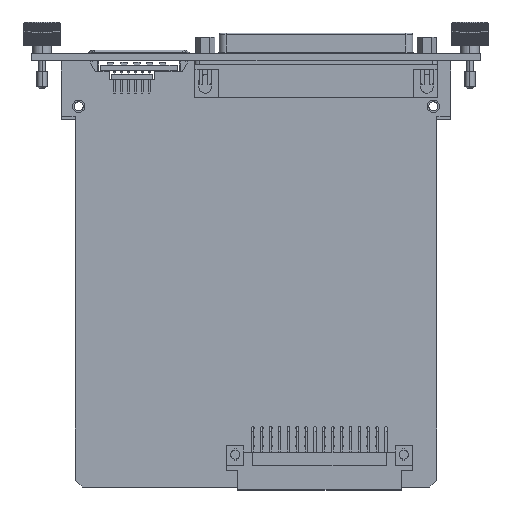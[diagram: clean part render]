
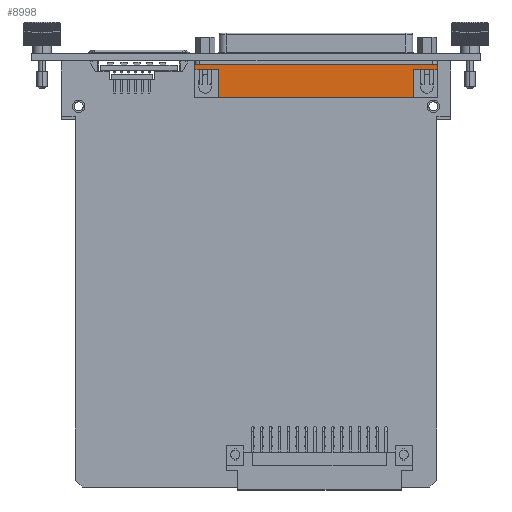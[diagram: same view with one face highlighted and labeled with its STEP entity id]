
A CAD part, top view. The second image highlights one B-rep face of the part: STEP entity #8998.
In plain terms, the highlighted face is planar.
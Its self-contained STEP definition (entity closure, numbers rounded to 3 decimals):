
#77 = VERTEX_POINT ( 'NONE', #20211 ) ;
#1499 = FACE_OUTER_BOUND ( 'NONE', #58165, .T. ) ;
#1727 = ORIENTED_EDGE ( 'NONE', *, *, #20529, .T. ) ;
#1855 = CARTESIAN_POINT ( 'NONE',  ( 27.86, 4.275, 82.402 ) ) ;
#2488 = ORIENTED_EDGE ( 'NONE', *, *, #55511, .F. ) ;
#4854 = LINE ( 'NONE', #26829, #31208 ) ;
#5089 = ORIENTED_EDGE ( 'NONE', *, *, #67361, .T. ) ;
#8369 = VERTEX_POINT ( 'NONE', #26880 ) ;
#8998 = ADVANCED_FACE ( 'NONE', ( #1499 ), #29694, .F. ) ;
#9050 = CARTESIAN_POINT ( 'NONE',  ( 27.86, 4.275, 82.402 ) ) ;
#9400 = EDGE_CURVE ( 'NONE', #77, #54965, #51592, .T. ) ;
#9705 = VECTOR ( 'NONE', #15601, 1000. ) ;
#10944 = CARTESIAN_POINT ( 'NONE',  ( -27.86, 4.275, 82.402 ) ) ;
#14906 = LINE ( 'NONE', #49660, #53394 ) ;
#15075 = CARTESIAN_POINT ( 'NONE',  ( 34.66, 4.275, 81.749 ) ) ;
#15601 = DIRECTION ( 'NONE',  ( 0., 0., -1. ) ) ;
#15833 = ORIENTED_EDGE ( 'NONE', *, *, #9400, .T. ) ;
#17318 = CARTESIAN_POINT ( 'NONE',  ( 34.66, 4.275, 7.9 ) ) ;
#18349 = VECTOR ( 'NONE', #29609, 1000. ) ;
#19908 = ORIENTED_EDGE ( 'NONE', *, *, #61191, .F. ) ;
#20211 = CARTESIAN_POINT ( 'NONE',  ( -34.66, 4.275, 9.4 ) ) ;
#20529 = EDGE_CURVE ( 'NONE', #54965, #50986, #26402, .T. ) ;
#21817 = DIRECTION ( 'NONE',  ( -1., 0., 0. ) ) ;
#25899 = LINE ( 'NONE', #9050, #9705 ) ;
#26402 = LINE ( 'NONE', #15075, #43515 ) ;
#26829 = CARTESIAN_POINT ( 'NONE',  ( -34.66, 4.275, 81.749 ) ) ;
#26880 = CARTESIAN_POINT ( 'NONE',  ( 27.86, 4.275, 7.9 ) ) ;
#27780 = VERTEX_POINT ( 'NONE', #50684 ) ;
#28330 = DIRECTION ( 'NONE',  ( -1., 0., 0. ) ) ;
#29250 = CARTESIAN_POINT ( 'NONE',  ( 34.66, 4.275, 9.4 ) ) ;
#29609 = DIRECTION ( 'NONE',  ( 1., 0., 0. ) ) ;
#29694 = PLANE ( 'NONE',  #35109 ) ;
#29726 = VERTEX_POINT ( 'NONE', #65915 ) ;
#29927 = CARTESIAN_POINT ( 'NONE',  ( -27.86, 4.275, 7.9 ) ) ;
#31208 = VECTOR ( 'NONE', #56145, 1000. ) ;
#31575 = LINE ( 'NONE', #64556, #45054 ) ;
#35109 = AXIS2_PLACEMENT_3D ( 'NONE', #1855, #41067, #46184 ) ;
#35873 = ORIENTED_EDGE ( 'NONE', *, *, #49246, .T. ) ;
#37207 = CARTESIAN_POINT ( 'NONE',  ( 34.66, 4.275, 9.4 ) ) ;
#38402 = DIRECTION ( 'NONE',  ( 0., 0., -1. ) ) ;
#38540 = EDGE_CURVE ( 'NONE', #29726, #55295, #66801, .T. ) ;
#40825 = CARTESIAN_POINT ( 'NONE',  ( -27.86, 4.275, 0. ) ) ;
#41067 = DIRECTION ( 'NONE',  ( 0., -1., 0. ) ) ;
#43515 = VECTOR ( 'NONE', #63828, 1000. ) ;
#44819 = CARTESIAN_POINT ( 'NONE',  ( 27.86, 4.275, 0. ) ) ;
#45054 = VECTOR ( 'NONE', #58346, 1000. ) ;
#45369 = LINE ( 'NONE', #10944, #70380 ) ;
#46184 = DIRECTION ( 'NONE',  ( 1., 0., 0. ) ) ;
#49246 = EDGE_CURVE ( 'NONE', #8369, #29726, #25899, .T. ) ;
#49660 = CARTESIAN_POINT ( 'NONE',  ( 34.66, 4.275, 7.9 ) ) ;
#50684 = CARTESIAN_POINT ( 'NONE',  ( -34.66, 4.275, 7.9 ) ) ;
#50986 = VERTEX_POINT ( 'NONE', #17318 ) ;
#51172 = EDGE_CURVE ( 'NONE', #56086, #27780, #31575, .T. ) ;
#51592 = LINE ( 'NONE', #29250, #18349 ) ;
#53394 = VECTOR ( 'NONE', #21817, 1000. ) ;
#54965 = VERTEX_POINT ( 'NONE', #37207 ) ;
#55295 = VERTEX_POINT ( 'NONE', #40825 ) ;
#55511 = EDGE_CURVE ( 'NONE', #77, #27780, #4854, .T. ) ;
#56086 = VERTEX_POINT ( 'NONE', #29927 ) ;
#56141 = ORIENTED_EDGE ( 'NONE', *, *, #38540, .T. ) ;
#56145 = DIRECTION ( 'NONE',  ( 0., 0., -1. ) ) ;
#58165 = EDGE_LOOP ( 'NONE', ( #19908, #59134, #2488, #15833, #1727, #5089, #35873, #56141 ) ) ;
#58346 = DIRECTION ( 'NONE',  ( -1., 0., 0. ) ) ;
#59134 = ORIENTED_EDGE ( 'NONE', *, *, #51172, .T. ) ;
#59832 = VECTOR ( 'NONE', #28330, 1000. ) ;
#61191 = EDGE_CURVE ( 'NONE', #56086, #55295, #45369, .T. ) ;
#63828 = DIRECTION ( 'NONE',  ( 0., 0., -1. ) ) ;
#64556 = CARTESIAN_POINT ( 'NONE',  ( -33.41, 4.275, 7.9 ) ) ;
#65915 = CARTESIAN_POINT ( 'NONE',  ( 27.86, 4.275, 0. ) ) ;
#66801 = LINE ( 'NONE', #44819, #59832 ) ;
#67361 = EDGE_CURVE ( 'NONE', #50986, #8369, #14906, .T. ) ;
#70380 = VECTOR ( 'NONE', #38402, 1000. ) ;
